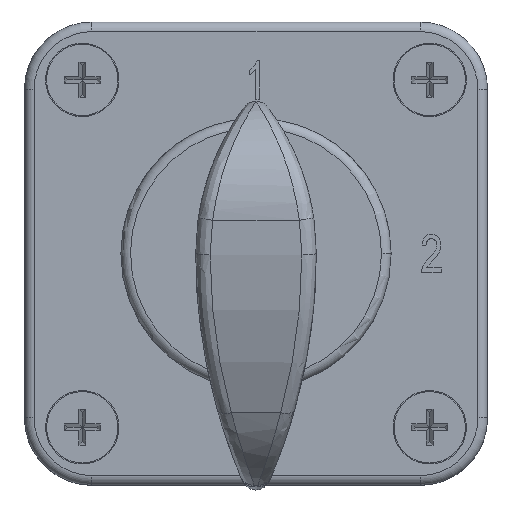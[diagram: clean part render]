
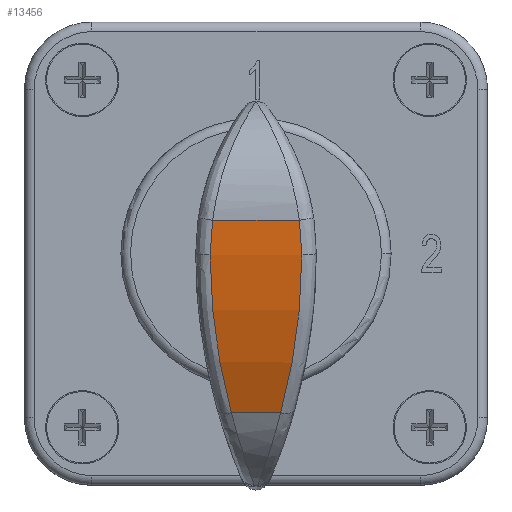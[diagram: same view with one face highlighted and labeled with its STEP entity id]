
A CAD part, top view. The second image highlights one B-rep face of the part: STEP entity #13456.
In plain terms, the highlighted cylindrical face has radius 50 mm (diameter 100 mm), a partial arc.
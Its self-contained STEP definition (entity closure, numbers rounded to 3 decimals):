
#29 = DIRECTION ( 'NONE',  ( 1., 0., 0. ) ) ;
#160 = CYLINDRICAL_SURFACE ( 'NONE', #10717, 50. ) ;
#406 = CARTESIAN_POINT ( 'NONE',  ( 4.737, -1.612, 28.775 ) ) ;
#463 = FACE_OUTER_BOUND ( 'NONE', #644, .T. ) ;
#537 = CARTESIAN_POINT ( 'NONE',  ( -4.665, 2.22, 29.191 ) ) ;
#586 = CARTESIAN_POINT ( 'NONE',  ( 4.75, -0.173, 28.958 ) ) ;
#644 = EDGE_LOOP ( 'NONE', ( #4423, #11558, #1344, #7583, #3851, #5565 ) ) ;
#1285 = B_SPLINE_CURVE_WITH_KNOTS ( 'NONE', 3,
 ( #1359, #6541, #2435, #9605, #3484, #10590, #4557, #11679 ),
 .UNSPECIFIED., .F., .F.,
 ( 4, 2, 2, 4 ),
 ( 0., 0.009, 0.013, 0.017 ),
 .UNSPECIFIED. ) ;
#1344 = ORIENTED_EDGE ( 'NONE', *, *, #7630, .T. ) ;
#1359 = CARTESIAN_POINT ( 'NONE',  ( -4.75, -0.173, 28.958 ) ) ;
#1528 = CARTESIAN_POINT ( 'NONE',  ( 4.75, -0.173, 28.958 ) ) ;
#2317 = B_SPLINE_CURVE_WITH_KNOTS ( 'NONE', 3,
 ( #7838, #537, #2717, #10002 ),
 .UNSPECIFIED., .F., .F.,
 ( 4, 4 ),
 ( 0., 0.004 ),
 .UNSPECIFIED. ) ;
#2435 = CARTESIAN_POINT ( 'NONE',  ( -4.549, -5.866, 28.045 ) ) ;
#2502 = VERTEX_POINT ( 'NONE', #3431 ) ;
#2519 = CARTESIAN_POINT ( 'NONE',  ( -2.553, -16.5, 24.15 ) ) ;
#2546 = CARTESIAN_POINT ( 'NONE',  ( 3.246, -13.974, 25.393 ) ) ;
#2717 = CARTESIAN_POINT ( 'NONE',  ( -4.75, 1.025, 29.096 ) ) ;
#3431 = CARTESIAN_POINT ( 'NONE',  ( 4.494, 3.413, 29.243 ) ) ;
#3484 = CARTESIAN_POINT ( 'NONE',  ( -3.757, -11.29, 26.379 ) ) ;
#3851 = ORIENTED_EDGE ( 'NONE', *, *, #8318, .T. ) ;
#4279 = EDGE_CURVE ( 'NONE', #9806, #10649, #4990, .T. ) ;
#4315 = DIRECTION ( 'NONE',  ( 1., 0., 0. ) ) ;
#4341 = CARTESIAN_POINT ( 'NONE',  ( 4.75, -0.173, 28.958 ) ) ;
#4423 = ORIENTED_EDGE ( 'NONE', *, *, #10284, .F. ) ;
#4505 = VECTOR ( 'NONE', #4315, 1000. ) ;
#4557 = CARTESIAN_POINT ( 'NONE',  ( -2.9, -15.234, 24.773 ) ) ;
#4657 = CARTESIAN_POINT ( 'NONE',  ( 3.793, -11.352, 26.421 ) ) ;
#4990 = LINE ( 'NONE', #7398, #4505 ) ;
#5096 = CARTESIAN_POINT ( 'NONE',  ( 2.553, -16.5, 24.15 ) ) ;
#5397 = CARTESIAN_POINT ( 'NONE',  ( 4.494, 3.413, 29.243 ) ) ;
#5565 = ORIENTED_EDGE ( 'NONE', *, *, #8233, .T. ) ;
#5680 = CARTESIAN_POINT ( 'NONE',  ( 4.502, -5.879, 27.98 ) ) ;
#5946 = VERTEX_POINT ( 'NONE', #10446 ) ;
#6434 = VERTEX_POINT ( 'NONE', #7566 ) ;
#6541 = CARTESIAN_POINT ( 'NONE',  ( -4.75, -3.063, 28.623 ) ) ;
#6697 = CARTESIAN_POINT ( 'NONE',  ( 4.688, -3.042, 28.546 ) ) ;
#7398 = CARTESIAN_POINT ( 'NONE',  ( -10., -16.5, 24.15 ) ) ;
#7566 = CARTESIAN_POINT ( 'NONE',  ( -4.494, 3.413, 29.243 ) ) ;
#7583 = ORIENTED_EDGE ( 'NONE', *, *, #4279, .T. ) ;
#7630 = EDGE_CURVE ( 'NONE', #5946, #9806, #1285, .T. ) ;
#7731 = CARTESIAN_POINT ( 'NONE',  ( 4.75, -0.894, 28.874 ) ) ;
#7773 = EDGE_CURVE ( 'NONE', #6434, #5946, #2317, .T. ) ;
#7829 = DIRECTION ( 'NONE',  ( 1., 0., 0. ) ) ;
#7838 = CARTESIAN_POINT ( 'NONE',  ( -4.494, 3.413, 29.243 ) ) ;
#8233 = EDGE_CURVE ( 'NONE', #10484, #2502, #13277, .T. ) ;
#8318 = EDGE_CURVE ( 'NONE', #10649, #10484, #12803, .T. ) ;
#8434 = CARTESIAN_POINT ( 'NONE',  ( 4.75, 1.025, 29.096 ) ) ;
#8862 = CARTESIAN_POINT ( 'NONE',  ( -10., 5.582, -20.71 ) ) ;
#9193 = VECTOR ( 'NONE', #29, 1000. ) ;
#9261 = CARTESIAN_POINT ( 'NONE',  ( -10., 3.413, 29.243 ) ) ;
#9605 = CARTESIAN_POINT ( 'NONE',  ( -3.987, -9.949, 26.838 ) ) ;
#9695 = CARTESIAN_POINT ( 'NONE',  ( 2.553, -16.5, 24.15 ) ) ;
#9806 = VERTEX_POINT ( 'NONE', #2519 ) ;
#9818 = LINE ( 'NONE', #9261, #9193 ) ;
#10002 = CARTESIAN_POINT ( 'NONE',  ( -4.75, -0.173, 28.958 ) ) ;
#10284 = EDGE_CURVE ( 'NONE', #6434, #2502, #9818, .T. ) ;
#10446 = CARTESIAN_POINT ( 'NONE',  ( -4.75, -0.173, 28.958 ) ) ;
#10484 = VERTEX_POINT ( 'NONE', #586 ) ;
#10590 = CARTESIAN_POINT ( 'NONE',  ( -3.213, -13.932, 25.347 ) ) ;
#10649 = VERTEX_POINT ( 'NONE', #5096 ) ;
#10717 = AXIS2_PLACEMENT_3D ( 'NONE', #8862, #7829, #11914 ) ;
#11503 = CARTESIAN_POINT ( 'NONE',  ( 4.665, 2.22, 29.191 ) ) ;
#11558 = ORIENTED_EDGE ( 'NONE', *, *, #7773, .T. ) ;
#11679 = CARTESIAN_POINT ( 'NONE',  ( -2.553, -16.5, 24.15 ) ) ;
#11788 = CARTESIAN_POINT ( 'NONE',  ( 4.357, -7.266, 27.632 ) ) ;
#11914 = DIRECTION ( 'NONE',  ( 0., 0., -1. ) ) ;
#12803 = B_SPLINE_CURVE_WITH_KNOTS ( 'NONE', 3,
 ( #9695, #2546, #4657, #11788, #5680, #12863, #6697, #406, #7731, #1528 ),
 .UNSPECIFIED., .F., .F.,
 ( 4, 2, 2, 2, 4 ),
 ( 0., 0.009, 0.013, 0.015, 0.017 ),
 .UNSPECIFIED. ) ;
#12863 = CARTESIAN_POINT ( 'NONE',  ( 4.65, -3.756, 28.415 ) ) ;
#13277 = B_SPLINE_CURVE_WITH_KNOTS ( 'NONE', 3,
 ( #4341, #8434, #11503, #5397 ),
 .UNSPECIFIED., .F., .F.,
 ( 4, 4 ),
 ( 0., 0.004 ),
 .UNSPECIFIED. ) ;
#13456 = ADVANCED_FACE ( 'NONE', ( #463 ), #160, .T. ) ;
